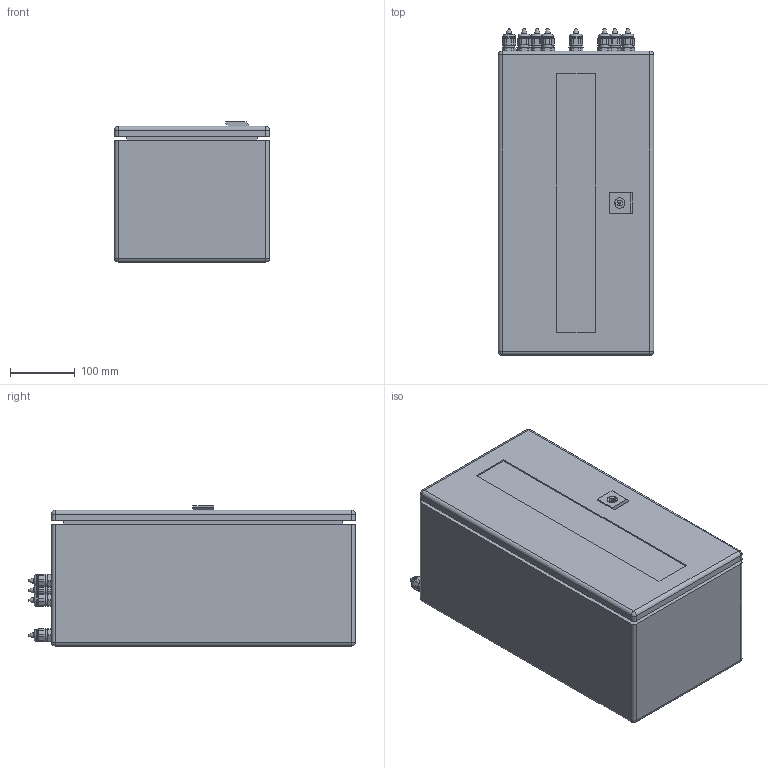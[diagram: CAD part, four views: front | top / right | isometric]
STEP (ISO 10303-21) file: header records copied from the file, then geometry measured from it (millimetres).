
FILE_DESCRIPTION(/* description */ (''),/* implementation_level */ '2;1');
FILE_NAME(/* name */ 'Schutzkasten_einfach_fuer_perma_PRO_mit_ohne_perma_MP6_101527.stp',/* time_stamp */ '2015-08-14T09:05:18+02:00',/* author */ ('002180'),/* organization */ (''),/* preprocessor_version */ 'ST-DEVELOPER v16.1',/* originating_system */ 'Autodesk Inventor 2016',/* authorisation */ '');
FILE_SCHEMA (('AUTOMOTIVE_DESIGN { 1 0 10303 214 3 1 1 }'));
Length unit declared in the file: millimetre
Products named in the file (4): anskz01d; VERSCHRAUBUNG_M16; BLINDSTOPFEN; anzsb12a
Assembly tree (17 placements, depth 2):
  anzsb12a
    anskz01d
    VERSCHRAUBUNG_M16  x8
    BLINDSTOPFEN  x8
Bounding box: 240 x 504.71 x 216.5 mm (x, y, z)
Volume: 23509643.5 mm3; surface area: 607496.8 mm2
Topology: 17 solids, 17 shells, 457 faces, 1064 edges, 696 vertices
Faces by surface type: plane 219, cylinder 190, cone 16, bspline 16, sphere 8, torus 8
Full cylindrical faces by diameter (mm): 3 x1, 8 x16, 8.5 x4, 10.4 x8, 10.6 x8, 15 x4, 15.6 x8, 15.8 x8, 16 x1, 17.5 x8, 19 x8
Entity records: 3878 total; most frequent: DIRECTION 700, CARTESIAN_POINT 685, ORIENTED_EDGE 534, AXIS2_PLACEMENT_3D 280, EDGE_CURVE 267, EDGE_LOOP 200, VERTEX_POINT 187, FACE_OUTER_BOUND 142
